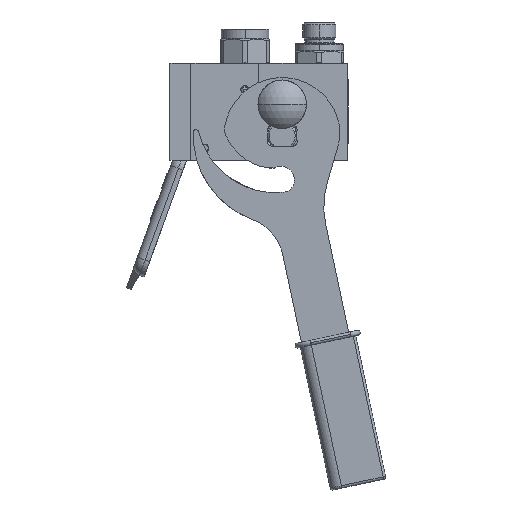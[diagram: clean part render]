
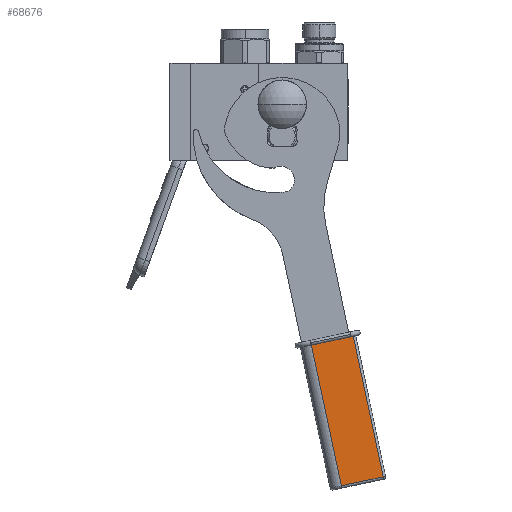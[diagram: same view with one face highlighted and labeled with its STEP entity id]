
A CAD part, front view. The second image highlights one B-rep face of the part: STEP entity #68676.
In plain terms, the highlighted face is planar.
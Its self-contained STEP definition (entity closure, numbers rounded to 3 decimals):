
#315 = VECTOR ( 'NONE', #85876, 1000. ) ;
#7216 = ORIENTED_EDGE ( 'NONE', *, *, #90030, .T. ) ;
#14719 = CARTESIAN_POINT ( 'NONE',  ( 8., 3., -10.5 ) ) ;
#15192 = EDGE_CURVE ( 'NONE', #28771, #60284, #69073, .T. ) ;
#17182 = DIRECTION ( 'NONE',  ( 0., 0., -1. ) ) ;
#20383 = ORIENTED_EDGE ( 'NONE', *, *, #53820, .F. ) ;
#26240 = CARTESIAN_POINT ( 'NONE',  ( 8., 3., 16. ) ) ;
#27809 = EDGE_CURVE ( 'NONE', #120741, #28771, #126733, .T. ) ;
#28771 = VERTEX_POINT ( 'NONE', #26240 ) ;
#32561 = AXIS2_PLACEMENT_3D ( 'NONE', #116649, #106217, #96672 ) ;
#33801 = CARTESIAN_POINT ( 'NONE',  ( 8., 92., 16. ) ) ;
#39588 = CARTESIAN_POINT ( 'NONE',  ( 8., 92., 16. ) ) ;
#40725 = EDGE_LOOP ( 'NONE', ( #20383, #101115, #56778, #7216 ) ) ;
#42041 = VERTEX_POINT ( 'NONE', #62087 ) ;
#44143 = LINE ( 'NONE', #127719, #110587 ) ;
#45457 = PLANE ( 'NONE',  #32561 ) ;
#45707 = DIRECTION ( 'NONE',  ( 0., 0., -1. ) ) ;
#45758 = FACE_OUTER_BOUND ( 'NONE', #40725, .T. ) ;
#53820 = EDGE_CURVE ( 'NONE', #120741, #42041, #44143, .T. ) ;
#55799 = CARTESIAN_POINT ( 'NONE',  ( 8., 3., -10.5 ) ) ;
#56778 = ORIENTED_EDGE ( 'NONE', *, *, #15192, .T. ) ;
#57726 = VECTOR ( 'NONE', #45707, 1000. ) ;
#60284 = VERTEX_POINT ( 'NONE', #14719 ) ;
#62087 = CARTESIAN_POINT ( 'NONE',  ( 8., 92., -10.5 ) ) ;
#68482 = LINE ( 'NONE', #55799, #70043 ) ;
#68676 = ADVANCED_FACE ( 'NONE', ( #45758 ), #45457, .T. ) ;
#69073 = LINE ( 'NONE', #107359, #57726 ) ;
#70043 = VECTOR ( 'NONE', #107951, 1000. ) ;
#85876 = DIRECTION ( 'NONE',  ( 0., -1., 0. ) ) ;
#90030 = EDGE_CURVE ( 'NONE', #60284, #42041, #68482, .T. ) ;
#96672 = DIRECTION ( 'NONE',  ( 0., 0., -1. ) ) ;
#101115 = ORIENTED_EDGE ( 'NONE', *, *, #27809, .T. ) ;
#106217 = DIRECTION ( 'NONE',  ( 1., 0., 0. ) ) ;
#107359 = CARTESIAN_POINT ( 'NONE',  ( 8., 3., 16. ) ) ;
#107951 = DIRECTION ( 'NONE',  ( 0., 1., 0. ) ) ;
#110587 = VECTOR ( 'NONE', #17182, 1000. ) ;
#116649 = CARTESIAN_POINT ( 'NONE',  ( 8., 0., 17.5 ) ) ;
#120741 = VERTEX_POINT ( 'NONE', #39588 ) ;
#126733 = LINE ( 'NONE', #33801, #315 ) ;
#127719 = CARTESIAN_POINT ( 'NONE',  ( 8., 92., 16. ) ) ;
